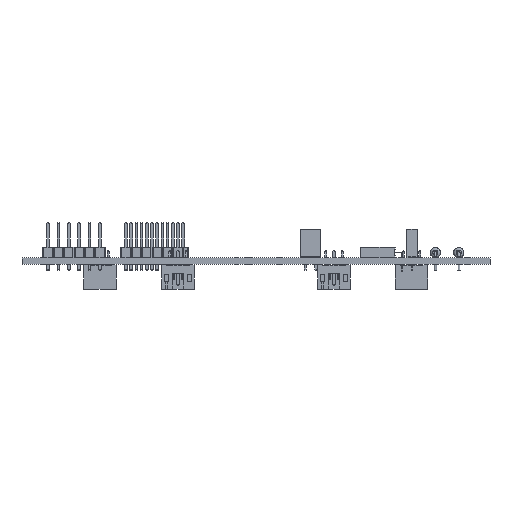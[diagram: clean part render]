
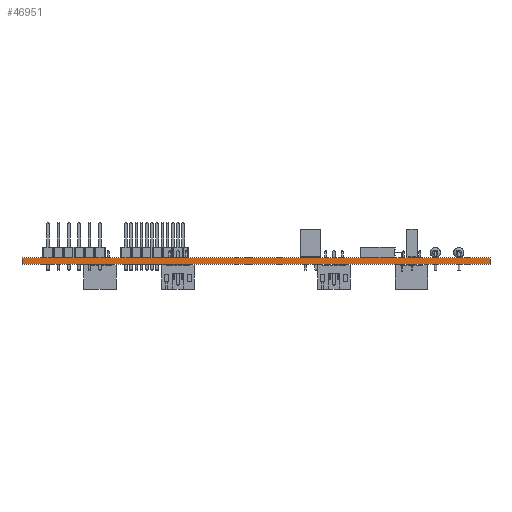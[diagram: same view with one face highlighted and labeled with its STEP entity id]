
A CAD part, front view. The second image highlights one B-rep face of the part: STEP entity #46951.
In plain terms, the highlighted planar face has unit normal (0, -1, 0).
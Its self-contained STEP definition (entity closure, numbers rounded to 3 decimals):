
#46951 = ADVANCED_FACE('',(#46952),#46966,.F.);
#46952 = FACE_BOUND('',#46953,.F.);
#46953 = EDGE_LOOP('',(#46954,#46989,#47017,#47045));
#46954 = ORIENTED_EDGE('',*,*,#46955,.T.);
#46955 = EDGE_CURVE('',#46956,#46958,#46960,.T.);
#46956 = VERTEX_POINT('',#46957);
#46957 = CARTESIAN_POINT('',(12.065,-126.365,0.));
#46958 = VERTEX_POINT('',#46959);
#46959 = CARTESIAN_POINT('',(12.065,-126.365,1.6));
#46960 = SURFACE_CURVE('',#46961,(#46965,#46977),.PCURVE_S1.);
#46961 = LINE('',#46962,#46963);
#46962 = CARTESIAN_POINT('',(12.065,-126.365,0.));
#46963 = VECTOR('',#46964,1.);
#46964 = DIRECTION('',(0.,0.,1.));
#46965 = PCURVE('',#46966,#46971);
#46966 = PLANE('',#46967);
#46967 = AXIS2_PLACEMENT_3D('',#46968,#46969,#46970);
#46968 = CARTESIAN_POINT('',(12.065,-126.365,0.));
#46969 = DIRECTION('',(0.,1.,0.));
#46970 = DIRECTION('',(1.,0.,0.));
#46971 = DEFINITIONAL_REPRESENTATION('',(#46972),#46976);
#46972 = LINE('',#46973,#46974);
#46973 = CARTESIAN_POINT('',(0.,0.));
#46974 = VECTOR('',#46975,1.);
#46975 = DIRECTION('',(0.,-1.));
#46976 = ( GEOMETRIC_REPRESENTATION_CONTEXT(2) 
PARAMETRIC_REPRESENTATION_CONTEXT() REPRESENTATION_CONTEXT('2D SPACE',''
  ) );
#46977 = PCURVE('',#46978,#46983);
#46978 = PLANE('',#46979);
#46979 = AXIS2_PLACEMENT_3D('',#46980,#46981,#46982);
#46980 = CARTESIAN_POINT('',(12.065,-12.065,0.));
#46981 = DIRECTION('',(1.,0.,0.));
#46982 = DIRECTION('',(0.,-1.,0.));
#46983 = DEFINITIONAL_REPRESENTATION('',(#46984),#46988);
#46984 = LINE('',#46985,#46986);
#46985 = CARTESIAN_POINT('',(114.3,0.));
#46986 = VECTOR('',#46987,1.);
#46987 = DIRECTION('',(0.,-1.));
#46988 = ( GEOMETRIC_REPRESENTATION_CONTEXT(2) 
PARAMETRIC_REPRESENTATION_CONTEXT() REPRESENTATION_CONTEXT('2D SPACE',''
  ) );
#46989 = ORIENTED_EDGE('',*,*,#46990,.T.);
#46990 = EDGE_CURVE('',#46958,#46991,#46993,.T.);
#46991 = VERTEX_POINT('',#46992);
#46992 = CARTESIAN_POINT('',(126.365,-126.365,1.6));
#46993 = SURFACE_CURVE('',#46994,(#46998,#47005),.PCURVE_S1.);
#46994 = LINE('',#46995,#46996);
#46995 = CARTESIAN_POINT('',(12.065,-126.365,1.6));
#46996 = VECTOR('',#46997,1.);
#46997 = DIRECTION('',(1.,0.,0.));
#46998 = PCURVE('',#46966,#46999);
#46999 = DEFINITIONAL_REPRESENTATION('',(#47000),#47004);
#47000 = LINE('',#47001,#47002);
#47001 = CARTESIAN_POINT('',(0.,-1.6));
#47002 = VECTOR('',#47003,1.);
#47003 = DIRECTION('',(1.,0.));
#47004 = ( GEOMETRIC_REPRESENTATION_CONTEXT(2) 
PARAMETRIC_REPRESENTATION_CONTEXT() REPRESENTATION_CONTEXT('2D SPACE',''
  ) );
#47005 = PCURVE('',#47006,#47011);
#47006 = PLANE('',#47007);
#47007 = AXIS2_PLACEMENT_3D('',#47008,#47009,#47010);
#47008 = CARTESIAN_POINT('',(69.215,-69.215,1.6));
#47009 = DIRECTION('',(0.,0.,1.));
#47010 = DIRECTION('',(1.,0.,0.));
#47011 = DEFINITIONAL_REPRESENTATION('',(#47012),#47016);
#47012 = LINE('',#47013,#47014);
#47013 = CARTESIAN_POINT('',(-57.15,-57.15));
#47014 = VECTOR('',#47015,1.);
#47015 = DIRECTION('',(1.,0.));
#47016 = ( GEOMETRIC_REPRESENTATION_CONTEXT(2) 
PARAMETRIC_REPRESENTATION_CONTEXT() REPRESENTATION_CONTEXT('2D SPACE',''
  ) );
#47017 = ORIENTED_EDGE('',*,*,#47018,.F.);
#47018 = EDGE_CURVE('',#47019,#46991,#47021,.T.);
#47019 = VERTEX_POINT('',#47020);
#47020 = CARTESIAN_POINT('',(126.365,-126.365,0.));
#47021 = SURFACE_CURVE('',#47022,(#47026,#47033),.PCURVE_S1.);
#47022 = LINE('',#47023,#47024);
#47023 = CARTESIAN_POINT('',(126.365,-126.365,0.));
#47024 = VECTOR('',#47025,1.);
#47025 = DIRECTION('',(0.,0.,1.));
#47026 = PCURVE('',#46966,#47027);
#47027 = DEFINITIONAL_REPRESENTATION('',(#47028),#47032);
#47028 = LINE('',#47029,#47030);
#47029 = CARTESIAN_POINT('',(114.3,0.));
#47030 = VECTOR('',#47031,1.);
#47031 = DIRECTION('',(0.,-1.));
#47032 = ( GEOMETRIC_REPRESENTATION_CONTEXT(2) 
PARAMETRIC_REPRESENTATION_CONTEXT() REPRESENTATION_CONTEXT('2D SPACE',''
  ) );
#47033 = PCURVE('',#47034,#47039);
#47034 = PLANE('',#47035);
#47035 = AXIS2_PLACEMENT_3D('',#47036,#47037,#47038);
#47036 = CARTESIAN_POINT('',(126.365,-126.365,0.));
#47037 = DIRECTION('',(-1.,0.,0.));
#47038 = DIRECTION('',(0.,1.,0.));
#47039 = DEFINITIONAL_REPRESENTATION('',(#47040),#47044);
#47040 = LINE('',#47041,#47042);
#47041 = CARTESIAN_POINT('',(0.,0.));
#47042 = VECTOR('',#47043,1.);
#47043 = DIRECTION('',(0.,-1.));
#47044 = ( GEOMETRIC_REPRESENTATION_CONTEXT(2) 
PARAMETRIC_REPRESENTATION_CONTEXT() REPRESENTATION_CONTEXT('2D SPACE',''
  ) );
#47045 = ORIENTED_EDGE('',*,*,#47046,.F.);
#47046 = EDGE_CURVE('',#46956,#47019,#47047,.T.);
#47047 = SURFACE_CURVE('',#47048,(#47052,#47059),.PCURVE_S1.);
#47048 = LINE('',#47049,#47050);
#47049 = CARTESIAN_POINT('',(12.065,-126.365,0.));
#47050 = VECTOR('',#47051,1.);
#47051 = DIRECTION('',(1.,0.,0.));
#47052 = PCURVE('',#46966,#47053);
#47053 = DEFINITIONAL_REPRESENTATION('',(#47054),#47058);
#47054 = LINE('',#47055,#47056);
#47055 = CARTESIAN_POINT('',(0.,0.));
#47056 = VECTOR('',#47057,1.);
#47057 = DIRECTION('',(1.,0.));
#47058 = ( GEOMETRIC_REPRESENTATION_CONTEXT(2) 
PARAMETRIC_REPRESENTATION_CONTEXT() REPRESENTATION_CONTEXT('2D SPACE',''
  ) );
#47059 = PCURVE('',#47060,#47065);
#47060 = PLANE('',#47061);
#47061 = AXIS2_PLACEMENT_3D('',#47062,#47063,#47064);
#47062 = CARTESIAN_POINT('',(69.215,-69.215,0.));
#47063 = DIRECTION('',(0.,0.,1.));
#47064 = DIRECTION('',(1.,0.,0.));
#47065 = DEFINITIONAL_REPRESENTATION('',(#47066),#47070);
#47066 = LINE('',#47067,#47068);
#47067 = CARTESIAN_POINT('',(-57.15,-57.15));
#47068 = VECTOR('',#47069,1.);
#47069 = DIRECTION('',(1.,0.));
#47070 = ( GEOMETRIC_REPRESENTATION_CONTEXT(2) 
PARAMETRIC_REPRESENTATION_CONTEXT() REPRESENTATION_CONTEXT('2D SPACE',''
  ) );
